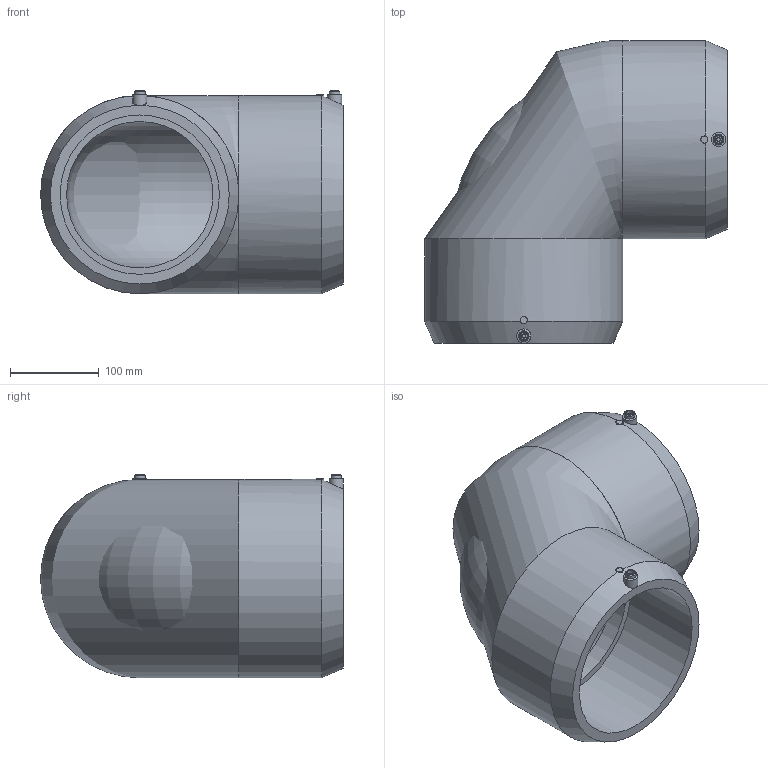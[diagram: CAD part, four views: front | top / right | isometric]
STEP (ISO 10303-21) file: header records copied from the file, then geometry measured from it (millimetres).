
FILE_DESCRIPTION(/* description */ ('PE100 Electro 90° Elbow, Ø180, SDR26/SDR17/SDR11'),/* implementation_level */ '2;1');
FILE_NAME(/* name */ 'GELE-RC-180',/* time_stamp */ '2021-10-25T15:38:27+02:00',/* author */ ('COAB Solutions'),/* organization */ ('GPA Flowsystem'),/* preprocessor_version */ '',/* originating_system */ 'www.coabsolutions.com',/* authorisation */ '');
FILE_SCHEMA (('AUTOMOTIVE_DESIGN { 1 0 10303 214 3 1 1 }'));
Length unit declared in the file: millimetre
Products named in the file (1): GELE-RC-180 SDR 26-11_5
Bounding box: 342 x 342.02 x 230 mm (x, y, z)
Volume: 6427883.2 mm3; surface area: 536973.7 mm2
Topology: 1 solids, 1 shells, 43 faces, 89 edges, 55 vertices
Faces by surface type: plane 17, cylinder 16, cone 8, torus 2
Full cylindrical faces by diameter (mm): 5 x2, 8 x4, 12 x2, 16 x2, 165.333 x2, 180 x2, 224 x2
Entity records: 1512 total; most frequent: CARTESIAN_POINT 557, DIRECTION 202, ORIENTED_EDGE 178, EDGE_CURVE 89, AXIS2_PLACEMENT_3D 89, VERTEX_POINT 55, EDGE_LOOP 52, CIRCLE 45
